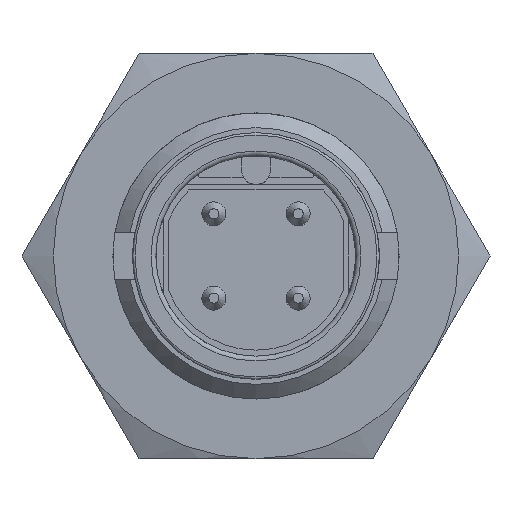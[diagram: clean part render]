
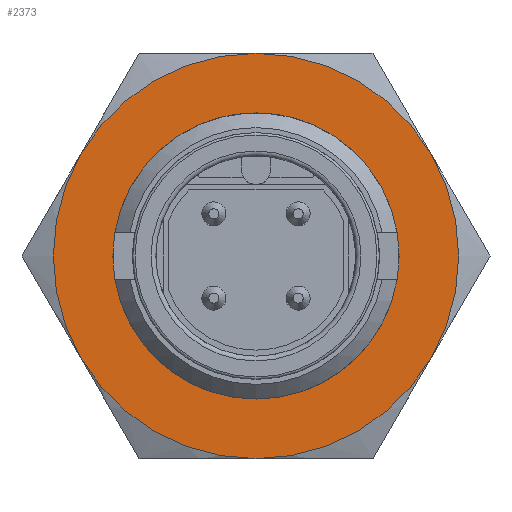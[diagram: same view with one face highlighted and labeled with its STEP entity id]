
A CAD part, front view. The second image highlights one B-rep face of the part: STEP entity #2373.
In plain terms, the highlighted planar face has unit normal (0, -1, 0).
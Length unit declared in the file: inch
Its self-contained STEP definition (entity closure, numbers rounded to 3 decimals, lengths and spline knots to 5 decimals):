
#17 = CARTESIAN_POINT ( 'NONE',  ( -0.28981, 1.90945, -0.16732 ) ) ;
#114 = CARTESIAN_POINT ( 'NONE',  ( 0., 1.90945, 0. ) ) ;
#243 = FACE_BOUND ( 'NONE', #4620, .T. ) ;
#304 = DIRECTION ( 'NONE',  ( 0., 1., 0. ) ) ;
#569 = VERTEX_POINT ( 'NONE', #4681 ) ;
#615 = CARTESIAN_POINT ( 'NONE',  ( 0., 1.90945, 0. ) ) ;
#644 = CARTESIAN_POINT ( 'NONE',  ( 0.33465, 1.90945, 0. ) ) ;
#856 = CARTESIAN_POINT ( 'NONE',  ( 0., 1.90945, 0. ) ) ;
#861 = DIRECTION ( 'NONE',  ( 0., 0., -1. ) ) ;
#913 = CIRCLE ( 'NONE', #4862, 0.23622 ) ;
#921 = DIRECTION ( 'NONE',  ( 0., 0., 1. ) ) ;
#1167 = ORIENTED_EDGE ( 'NONE', *, *, #2464, .F. ) ;
#1217 = CARTESIAN_POINT ( 'NONE',  ( 0., 1.90945, 0.33465 ) ) ;
#1259 = DIRECTION ( 'NONE',  ( 0., 0., 1. ) ) ;
#1305 = DIRECTION ( 'NONE',  ( -1., 0., 0. ) ) ;
#1324 = DIRECTION ( 'NONE',  ( 0., 1., 0. ) ) ;
#1413 = VERTEX_POINT ( 'NONE', #1217 ) ;
#1505 = DIRECTION ( 'NONE',  ( 0., 1., 0. ) ) ;
#1589 = FACE_OUTER_BOUND ( 'NONE', #2851, .T. ) ;
#1747 = DIRECTION ( 'NONE',  ( 0., 1., 0. ) ) ;
#1912 = EDGE_CURVE ( 'NONE', #2762, #2762, #913, .T. ) ;
#1990 = DIRECTION ( 'NONE',  ( 0., 0., 1. ) ) ;
#2091 = ORIENTED_EDGE ( 'NONE', *, *, #4489, .F. ) ;
#2117 = CARTESIAN_POINT ( 'NONE',  ( 0., 1.90945, 0. ) ) ;
#2208 = CARTESIAN_POINT ( 'NONE',  ( 0., 1.90945, 0. ) ) ;
#2373 = ADVANCED_FACE ( 'NONE', ( #243, #1589 ), #5504, .F. ) ;
#2464 = EDGE_CURVE ( 'NONE', #569, #3951, #5272, .T. ) ;
#2613 = DIRECTION ( 'NONE',  ( 0., 1., 0. ) ) ;
#2726 = DIRECTION ( 'NONE',  ( 0., 1., 0. ) ) ;
#2762 = VERTEX_POINT ( 'NONE', #5376 ) ;
#2851 = EDGE_LOOP ( 'NONE', ( #4029, #5149, #5537, #2889, #1167, #2091 ) ) ;
#2889 = ORIENTED_EDGE ( 'NONE', *, *, #5371, .F. ) ;
#2912 = DIRECTION ( 'NONE',  ( 0., 1., 0. ) ) ;
#3069 = CARTESIAN_POINT ( 'NONE',  ( 0., 1.90945, -0.33465 ) ) ;
#3225 = EDGE_CURVE ( 'NONE', #4058, #1413, #3453, .T. ) ;
#3256 = DIRECTION ( 'NONE',  ( -1., 0., 0. ) ) ;
#3268 = DIRECTION ( 'NONE',  ( -1., 0., 0. ) ) ;
#3347 = DIRECTION ( 'NONE',  ( 0., 1., 0. ) ) ;
#3380 = AXIS2_PLACEMENT_3D ( 'NONE', #615, #1505, #3256 ) ;
#3390 = CIRCLE ( 'NONE', #4864, 0.33465 ) ;
#3453 = CIRCLE ( 'NONE', #5109, 0.33465 ) ;
#3483 = AXIS2_PLACEMENT_3D ( 'NONE', #2208, #1324, #921 ) ;
#3648 = CIRCLE ( 'NONE', #3380, 0.33465 ) ;
#3754 = CIRCLE ( 'NONE', #4212, 0.33465 ) ;
#3791 = VERTEX_POINT ( 'NONE', #3901 ) ;
#3901 = CARTESIAN_POINT ( 'NONE',  ( 0.28981, 1.90945, 0.16732 ) ) ;
#3934 = CARTESIAN_POINT ( 'NONE',  ( 0., 1.90945, 0. ) ) ;
#3951 = VERTEX_POINT ( 'NONE', #3069 ) ;
#4029 = ORIENTED_EDGE ( 'NONE', *, *, #4960, .F. ) ;
#4058 = VERTEX_POINT ( 'NONE', #4093 ) ;
#4072 = AXIS2_PLACEMENT_3D ( 'NONE', #4719, #304, #1305 ) ;
#4093 = CARTESIAN_POINT ( 'NONE',  ( -0.28981, 1.90945, 0.16732 ) ) ;
#4212 = AXIS2_PLACEMENT_3D ( 'NONE', #114, #2726, #3268 ) ;
#4254 = VERTEX_POINT ( 'NONE', #17 ) ;
#4394 = CIRCLE ( 'NONE', #3483, 0.33465 ) ;
#4489 = EDGE_CURVE ( 'NONE', #3791, #569, #3648, .T. ) ;
#4620 = EDGE_LOOP ( 'NONE', ( #4993 ) ) ;
#4681 = CARTESIAN_POINT ( 'NONE',  ( 0.28981, 1.90945, -0.16732 ) ) ;
#4719 = CARTESIAN_POINT ( 'NONE',  ( 0., 1.90945, 0. ) ) ;
#4862 = AXIS2_PLACEMENT_3D ( 'NONE', #3934, #1747, #861 ) ;
#4864 = AXIS2_PLACEMENT_3D ( 'NONE', #856, #2613, #1259 ) ;
#4960 = EDGE_CURVE ( 'NONE', #1413, #3791, #4394, .T. ) ;
#4993 = ORIENTED_EDGE ( 'NONE', *, *, #1912, .T. ) ;
#5032 = EDGE_CURVE ( 'NONE', #4254, #4058, #3754, .T. ) ;
#5109 = AXIS2_PLACEMENT_3D ( 'NONE', #2117, #3347, #5141 ) ;
#5133 = AXIS2_PLACEMENT_3D ( 'NONE', #644, #2912, #1990 ) ;
#5141 = DIRECTION ( 'NONE',  ( -1., 0., 0. ) ) ;
#5149 = ORIENTED_EDGE ( 'NONE', *, *, #3225, .F. ) ;
#5272 = CIRCLE ( 'NONE', #4072, 0.33465 ) ;
#5371 = EDGE_CURVE ( 'NONE', #3951, #4254, #3390, .T. ) ;
#5376 = CARTESIAN_POINT ( 'NONE',  ( 0., 1.90945, -0.23622 ) ) ;
#5504 = PLANE ( 'NONE',  #5133 ) ;
#5537 = ORIENTED_EDGE ( 'NONE', *, *, #5032, .F. ) ;
